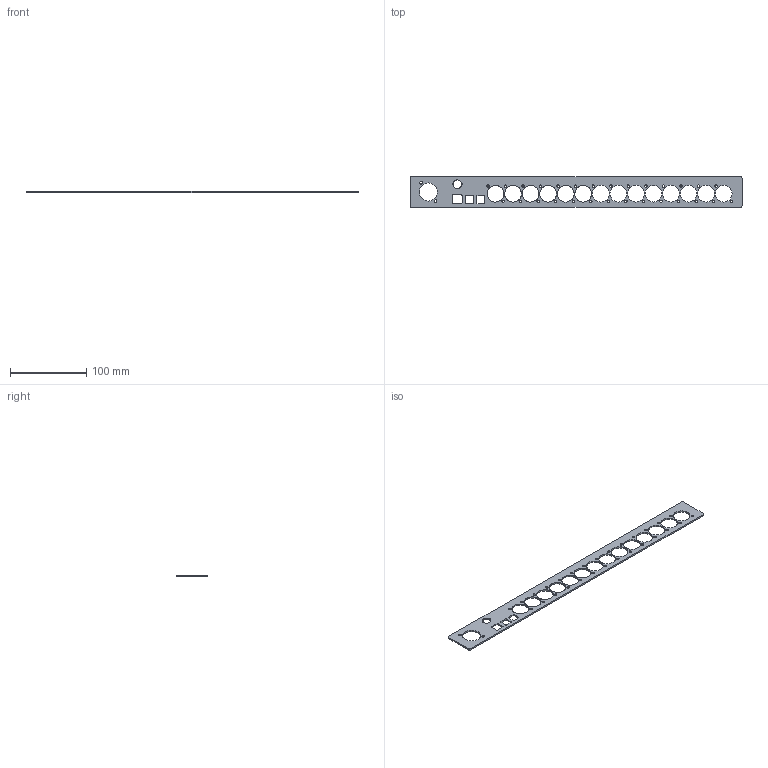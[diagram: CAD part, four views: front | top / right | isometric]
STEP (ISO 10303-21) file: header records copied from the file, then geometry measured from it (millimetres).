
FILE_DESCRIPTION(('STEP AP214'),'1');
FILE_NAME('Panel-C+Powercon.stp','2020-02-19T05:50:09',(' '),(' '),'Spatial InterOp 3D',' ',' ');
FILE_SCHEMA(('AUTOMOTIVE_DESIGN { 1 0 10303 214 1 1 1 1 }'));
Length unit declared in the file: metre
Products named in the file (1): 1578925707
Bounding box: 435 x 40 x 2 mm (x, y, z)
Volume: 21859.4 mm3; surface area: 26774.3 mm2
Topology: 1 solids, 1 shells, 95 faces, 306 edges, 213 vertices
Faces by surface type: cylinder 67, plane 28
Full cylindrical faces by diameter (mm): 3.2 x28, 3.5 x2, 22 x14, 23.9 x1
Entity records: 4881 total; most frequent: CARTESIAN_POINT 1530, DIRECTION 488, ORIENTED_EDGE 468, EDGE_LOOP 238, EDGE_CURVE 234, AXIS2_PLACEMENT_3D 194, VERTEX_POINT 186, FACE_OUTER_BOUND 140
